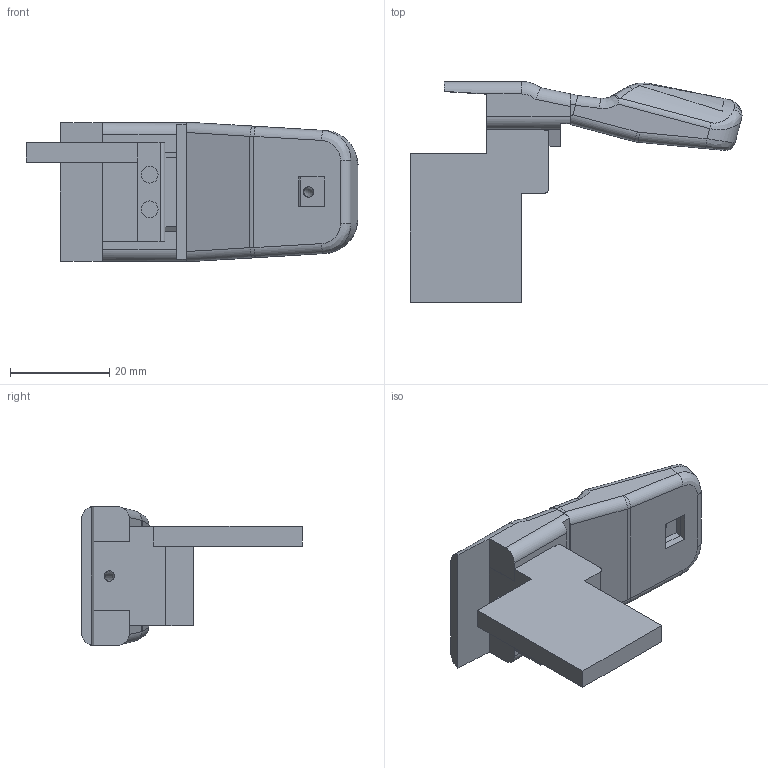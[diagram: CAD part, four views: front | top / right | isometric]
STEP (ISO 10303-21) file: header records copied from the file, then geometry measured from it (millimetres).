
FILE_DESCRIPTION(/* description */ (''),/* implementation_level */ '2;1');
FILE_NAME(/* name */ 'thumb_touch.stp',/* time_stamp */ '2025-07-18T18:36:41-04:00',/* author */ ('Kenny'),/* organization */ (''),/* preprocessor_version */ 'ST-DEVELOPER v20',/* originating_system */ 'Autodesk Inventor 2025',/* authorisation */ '');
FILE_SCHEMA (('AUTOMOTIVE_DESIGN { 1 0 10303 214 3 1 1 }'));
Length unit declared in the file: millimetre
Products named in the file (5): thumb_assembly; thumb_mcp_pip; new_mcp_pip_channel; thumb_tip; thumb_tip_hard
Assembly tree (4 placements, depth 2):
  thumb_assembly
    thumb_mcp_pip
    new_mcp_pip_channel
    thumb_tip
    thumb_tip_hard
Bounding box: 66.88 x 44.5 x 28 mm (x, y, z)
Volume: 17222.7 mm3; surface area: 12409 mm2
Topology: 4 solids, 4 shells, 330 faces, 969 edges, 625 vertices
Faces by surface type: plane 210, cylinder 73, bspline 41, torus 5, sphere 1
Full cylindrical faces by diameter (mm): 0.01 x1, 2.1 x2, 3.4 x2, 5.2 x2
Entity records: 13170 total; most frequent: CARTESIAN_POINT 4287, ORIENTED_EDGE 1930, DIRECTION 1676, EDGE_CURVE 965, LINE 642, VECTOR 642, VERTEX_POINT 624, AXIS2_PLACEMENT_3D 517
